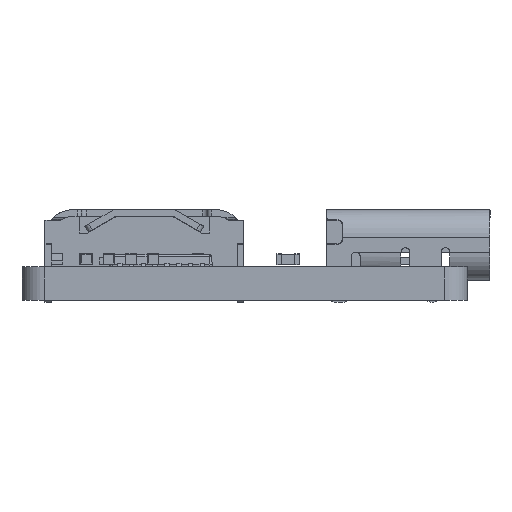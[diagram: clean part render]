
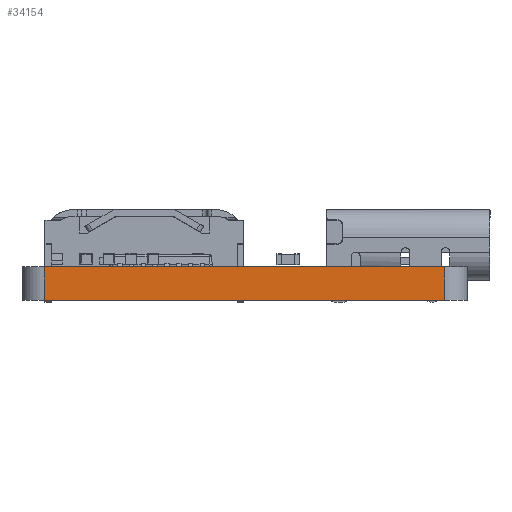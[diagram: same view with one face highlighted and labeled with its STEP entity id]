
A CAD part, left-side view. The second image highlights one B-rep face of the part: STEP entity #34154.
In plain terms, the highlighted planar face has unit normal (-1, 0, 0).
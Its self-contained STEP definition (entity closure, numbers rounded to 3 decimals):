
#32363 = VERTEX_POINT('',#32364);
#32364 = CARTESIAN_POINT('',(119.,-31.,0.));
#32371 = EDGE_CURVE('',#32372,#32363,#32374,.T.);
#32372 = VERTEX_POINT('',#32373);
#32373 = CARTESIAN_POINT('',(119.,-49.,0.));
#32374 = LINE('',#32375,#32376);
#32375 = CARTESIAN_POINT('',(119.,-49.,0.));
#32376 = VECTOR('',#32377,1.);
#32377 = DIRECTION('',(0.,1.,0.));
#33245 = VERTEX_POINT('',#33246);
#33246 = CARTESIAN_POINT('',(119.,-31.,1.51));
#33253 = EDGE_CURVE('',#33254,#33245,#33256,.T.);
#33254 = VERTEX_POINT('',#33255);
#33255 = CARTESIAN_POINT('',(119.,-49.,1.51));
#33256 = LINE('',#33257,#33258);
#33257 = CARTESIAN_POINT('',(119.,-49.,1.51));
#33258 = VECTOR('',#33259,1.);
#33259 = DIRECTION('',(0.,1.,0.));
#34124 = EDGE_CURVE('',#32363,#33245,#34125,.T.);
#34125 = LINE('',#34126,#34127);
#34126 = CARTESIAN_POINT('',(119.,-31.,0.));
#34127 = VECTOR('',#34128,1.);
#34128 = DIRECTION('',(0.,0.,1.));
#34154 = ADVANCED_FACE('',(#34155),#34166,.T.);
#34155 = FACE_BOUND('',#34156,.T.);
#34156 = EDGE_LOOP('',(#34157,#34163,#34164,#34165));
#34157 = ORIENTED_EDGE('',*,*,#34158,.T.);
#34158 = EDGE_CURVE('',#32372,#33254,#34159,.T.);
#34159 = LINE('',#34160,#34161);
#34160 = CARTESIAN_POINT('',(119.,-49.,0.));
#34161 = VECTOR('',#34162,1.);
#34162 = DIRECTION('',(0.,0.,1.));
#34163 = ORIENTED_EDGE('',*,*,#33253,.T.);
#34164 = ORIENTED_EDGE('',*,*,#34124,.F.);
#34165 = ORIENTED_EDGE('',*,*,#32371,.F.);
#34166 = PLANE('',#34167);
#34167 = AXIS2_PLACEMENT_3D('',#34168,#34169,#34170);
#34168 = CARTESIAN_POINT('',(119.,-49.,0.));
#34169 = DIRECTION('',(-1.,0.,0.));
#34170 = DIRECTION('',(0.,1.,0.));
